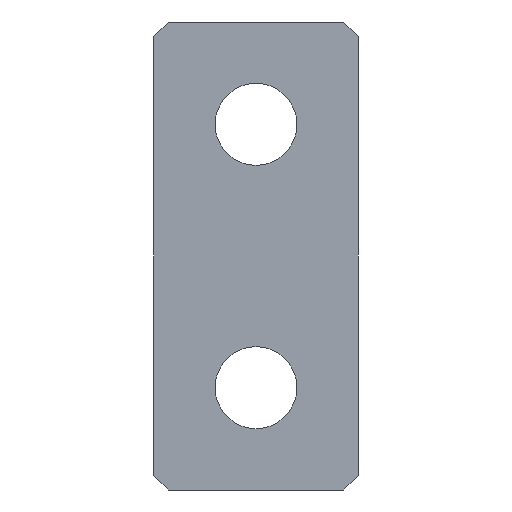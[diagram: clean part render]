
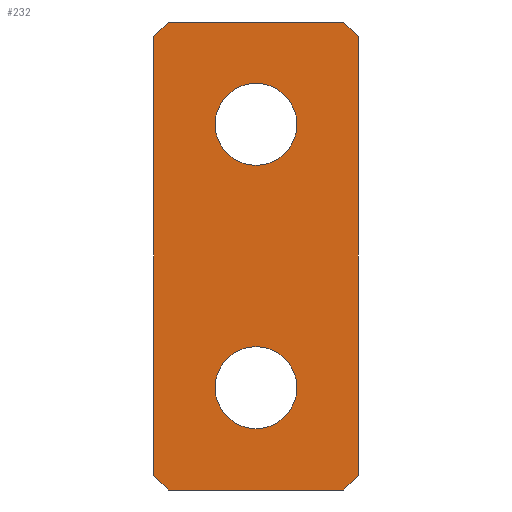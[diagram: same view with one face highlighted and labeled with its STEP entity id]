
A CAD part, front view. The second image highlights one B-rep face of the part: STEP entity #232.
In plain terms, the highlighted planar face has unit normal (0, -1, 0).
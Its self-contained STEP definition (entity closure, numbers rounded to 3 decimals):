
#19=FACE_BOUND('',#47,.T.);
#20=FACE_BOUND('',#48,.T.);
#23=CIRCLE('',#261,1.4);
#24=CIRCLE('',#262,1.4);
#32=FACE_OUTER_BOUND('',#46,.T.);
#46=EDGE_LOOP('',(#189,#190,#191,#192,#193,#194,#195,#196));
#47=EDGE_LOOP('',(#197));
#48=EDGE_LOOP('',(#198));
#53=LINE('',#331,#79);
#59=LINE('',#342,#85);
#66=LINE('',#362,#92);
#69=LINE('',#367,#95);
#71=LINE('',#371,#97);
#74=LINE('',#376,#100);
#75=LINE('',#378,#101);
#76=LINE('',#379,#102);
#79=VECTOR('',#271,10.);
#85=VECTOR('',#279,10.);
#92=VECTOR('',#294,10.);
#95=VECTOR('',#299,10.);
#97=VECTOR('',#303,10.);
#100=VECTOR('',#308,10.);
#101=VECTOR('',#311,10.);
#102=VECTOR('',#312,10.);
#105=VERTEX_POINT('',#329);
#106=VERTEX_POINT('',#330);
#110=VERTEX_POINT('',#340);
#118=VERTEX_POINT('',#360);
#119=VERTEX_POINT('',#361);
#120=VERTEX_POINT('',#366);
#121=VERTEX_POINT('',#370);
#122=VERTEX_POINT('',#374);
#123=VERTEX_POINT('',#380);
#124=VERTEX_POINT('',#382);
#125=EDGE_CURVE('',#105,#106,#53,.T.);
#131=EDGE_CURVE('',#110,#105,#59,.F.);
#140=EDGE_CURVE('',#118,#119,#66,.T.);
#143=EDGE_CURVE('',#119,#120,#69,.T.);
#145=EDGE_CURVE('',#120,#121,#71,.T.);
#148=EDGE_CURVE('',#122,#110,#74,.T.);
#149=EDGE_CURVE('',#122,#121,#75,.F.);
#150=EDGE_CURVE('',#106,#118,#76,.T.);
#151=EDGE_CURVE('',#123,#123,#23,.F.);
#152=EDGE_CURVE('',#124,#124,#24,.F.);
#189=ORIENTED_EDGE('',*,*,#125,.F.);
#190=ORIENTED_EDGE('',*,*,#131,.F.);
#191=ORIENTED_EDGE('',*,*,#148,.F.);
#192=ORIENTED_EDGE('',*,*,#149,.T.);
#193=ORIENTED_EDGE('',*,*,#145,.F.);
#194=ORIENTED_EDGE('',*,*,#143,.F.);
#195=ORIENTED_EDGE('',*,*,#140,.F.);
#196=ORIENTED_EDGE('',*,*,#150,.F.);
#197=ORIENTED_EDGE('',*,*,#151,.T.);
#198=ORIENTED_EDGE('',*,*,#152,.T.);
#222=PLANE('',#260);
#232=ADVANCED_FACE('',(#32,#19,#20),#222,.F.);
#260=AXIS2_PLACEMENT_3D('',#377,#309,#310);
#261=AXIS2_PLACEMENT_3D('',#381,#313,#314);
#262=AXIS2_PLACEMENT_3D('',#383,#315,#316);
#271=DIRECTION('',(-0.707,0.,0.707));
#279=DIRECTION('',(1.,0.,0.));
#294=DIRECTION('',(0.707,0.,0.707));
#299=DIRECTION('',(1.,0.,0.));
#303=DIRECTION('',(0.707,0.,-0.707));
#308=DIRECTION('',(-0.707,0.,-0.707));
#309=DIRECTION('center_axis',(0.,1.,0.));
#310=DIRECTION('ref_axis',(0.,0.,1.));
#311=DIRECTION('',(0.,0.,-1.));
#312=DIRECTION('',(0.,0.,1.));
#313=DIRECTION('center_axis',(0.,-1.,0.));
#314=DIRECTION('ref_axis',(0.,0.,1.));
#315=DIRECTION('center_axis',(0.,-1.,0.));
#316=DIRECTION('ref_axis',(0.,0.,1.));
#329=CARTESIAN_POINT('',(29.5,-48.,0.));
#330=CARTESIAN_POINT('',(29.,-48.,0.5));
#331=CARTESIAN_POINT('',(26.563,-48.,2.938));
#340=CARTESIAN_POINT('',(35.5,-48.,0.));
#342=CARTESIAN_POINT('',(26.5,-48.,0.));
#360=CARTESIAN_POINT('',(29.,-48.,15.5));
#361=CARTESIAN_POINT('',(29.5,-48.,16.));
#362=CARTESIAN_POINT('',(26.563,-48.,13.063));
#366=CARTESIAN_POINT('',(35.5,-48.,16.));
#367=CARTESIAN_POINT('',(26.5,-48.,16.));
#370=CARTESIAN_POINT('',(36.,-48.,15.5));
#371=CARTESIAN_POINT('',(35.313,-48.,16.188));
#374=CARTESIAN_POINT('',(36.,-48.,0.5));
#376=CARTESIAN_POINT('',(35.313,-48.,-0.187));
#377=CARTESIAN_POINT('Origin',(26.25,-48.,8.));
#378=CARTESIAN_POINT('',(36.,-48.,4.));
#379=CARTESIAN_POINT('',(29.,-48.,4.));
#380=CARTESIAN_POINT('',(32.5,-48.,11.1));
#381=CARTESIAN_POINT('Origin',(32.5,-48.,12.5));
#382=CARTESIAN_POINT('',(32.5,-48.,2.1));
#383=CARTESIAN_POINT('Origin',(32.5,-48.,3.5));
